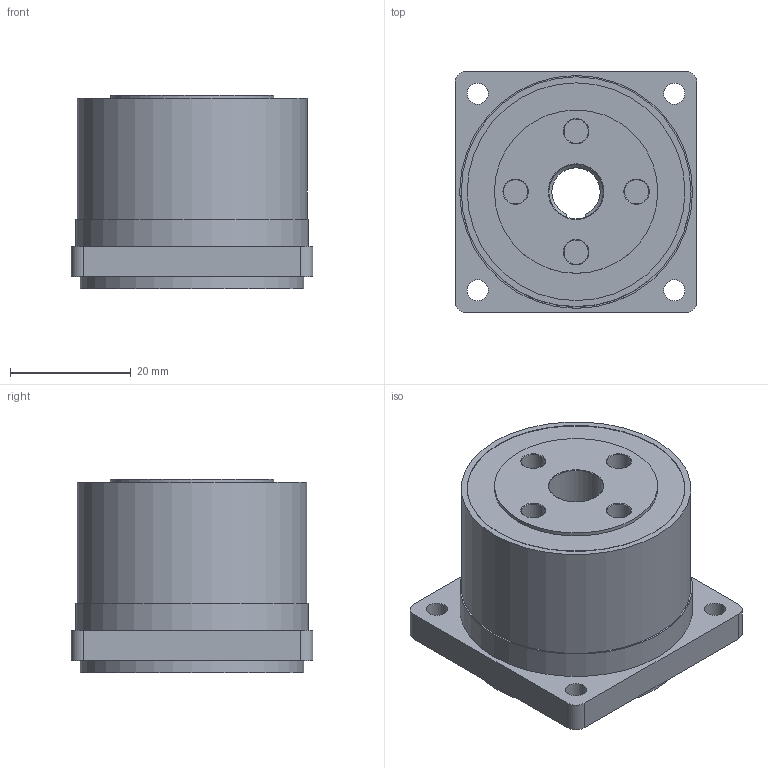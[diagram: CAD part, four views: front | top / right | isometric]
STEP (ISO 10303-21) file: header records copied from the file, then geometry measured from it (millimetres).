
FILE_DESCRIPTION(/* description */ (''),/* implementation_level */ '2;1');
FILE_NAME(/* name */ 'MINI 14.stp',/* time_stamp */ '2020-02-23T22:16:42+08:00',/* author */ (''),/* organization */ (''),/* preprocessor_version */ 'ST-DEVELOPER v16',/* originating_system */ 'SIEMENS PLM Software NX 10.0',/* authorisation */ '');
FILE_SCHEMA (('CONFIG_CONTROL_DESIGN'));
Length unit declared in the file: millimetre
Products named in the file (1): MINI14
Bounding box: 40 x 40 x 32 mm (x, y, z)
Volume: 29885 mm3; surface area: 14279.7 mm2
Topology: 22 solids, 22 shells, 93 faces, 214 edges, 139 vertices
Faces by surface type: cylinder 31, plane 27, sphere 18, cone 15, torus 2
Full cylindrical faces by diameter (mm): 3 x2, 3.5 x4, 4 x4, 9 x1, 14 x1, 24 x1, 25.4 x2, 26 x1, 27 x1, 28 x1, 30.6 x2, 32 x2, 36 x1, 37 x1, 38 x1, 38.5 x1
Entity records: 2110 total; most frequent: DIRECTION 370, CARTESIAN_POINT 342, ORIENTED_EDGE 224, AXIS2_PLACEMENT_3D 172, EDGE_LOOP 144, FACE_BOUND 142, VERTEX_POINT 112, EDGE_CURVE 112
